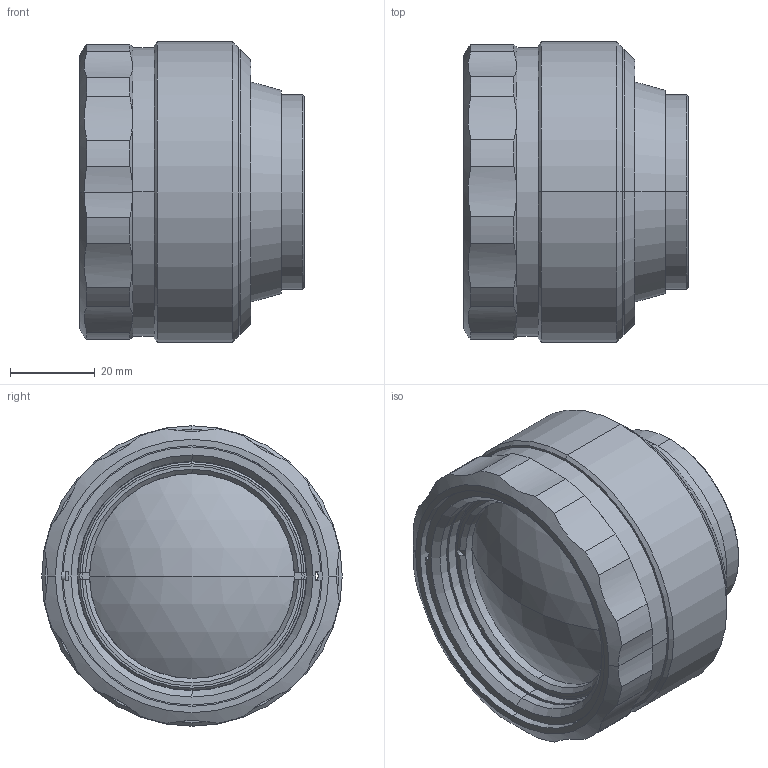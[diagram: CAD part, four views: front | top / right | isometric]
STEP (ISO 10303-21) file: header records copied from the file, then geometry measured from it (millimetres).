
FILE_DESCRIPTION (( 'STEP AP214' ), '1' );
FILE_NAME ('LW05014.STEP', '2016-03-14T08:50:59', ( '' ), ( '' ), 'SwSTEP 2.0', 'SolidWorks 2015', '' );
FILE_SCHEMA (( 'AUTOMOTIVE_DESIGN' ));
Length unit declared in the file: millimetre
Products named in the file (1): LW05014
Bounding box: 53.14 x 71 x 71 mm (x, y, z)
Surface area: 35903.7 mm2 (no closed solid volume)
Topology: 0 solids, 10 shells, 121 faces, 341 edges, 234 vertices
Faces by surface type: cylinder 66, cone 27, plane 26, sphere 2
Entity records: 5722 total; most frequent: CARTESIAN_POINT 1213, DIRECTION 696, ORIENTED_EDGE 585, EDGE_CURVE 341, AXIS2_PLACEMENT_3D 285, VERTEX_POINT 234, CIRCLE 163, EDGE_LOOP 146
